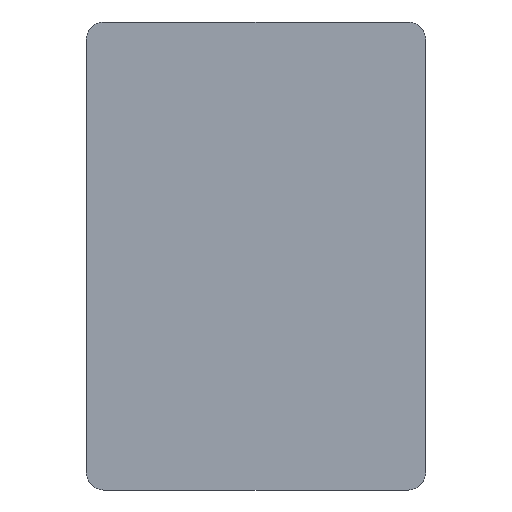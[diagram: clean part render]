
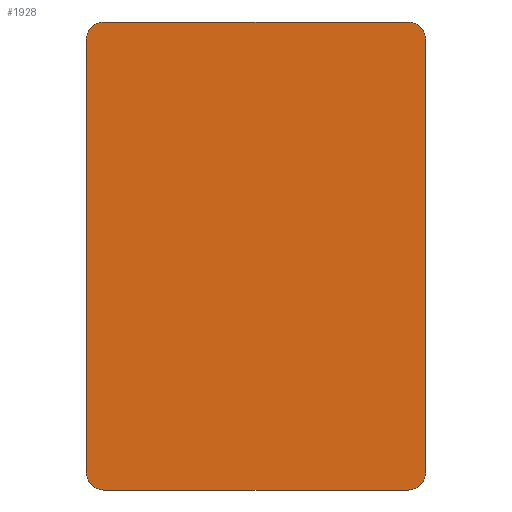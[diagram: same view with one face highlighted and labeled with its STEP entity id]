
A CAD part, front view. The second image highlights one B-rep face of the part: STEP entity #1928.
In plain terms, the highlighted planar face has unit normal (0, -1, 0).
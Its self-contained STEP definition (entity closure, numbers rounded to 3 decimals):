
#1=DIRECTION('',(1.,0.,0.));
#2=VECTOR('',#1,14.2);
#3=CARTESIAN_POINT('',(-7.1,0.,10.9));
#4=LINE('',#3,#2);
#5=DIRECTION('',(0.,0.,-1.));
#6=VECTOR('',#5,20.2);
#7=CARTESIAN_POINT('',(7.9,0.,10.1));
#8=LINE('',#7,#6);
#9=DIRECTION('',(-1.,0.,0.));
#10=VECTOR('',#9,14.2);
#11=CARTESIAN_POINT('',(7.1,0.,-10.9));
#12=LINE('',#11,#10);
#13=DIRECTION('',(0.,0.,1.));
#14=VECTOR('',#13,20.2);
#15=CARTESIAN_POINT('',(-7.9,0.,-10.1));
#16=LINE('',#15,#14);
#30=CARTESIAN_POINT('',(-7.1,0.,10.1));
#31=DIRECTION('',(0.,-1.,0.));
#32=DIRECTION('',(0.,0.,1.));
#33=AXIS2_PLACEMENT_3D('',#30,#31,#32);
#1712=CARTESIAN_POINT('',(7.1,0.,-10.1));
#1713=DIRECTION('',(0.,-1.,0.));
#1714=DIRECTION('',(0.,0.,-1.));
#1715=AXIS2_PLACEMENT_3D('',#1712,#1713,#1714);
#1721=CARTESIAN_POINT('',(-7.1,0.,-10.1));
#1722=DIRECTION('',(0.,-1.,0.));
#1723=DIRECTION('',(-1.,0.,0.));
#1724=AXIS2_PLACEMENT_3D('',#1721,#1722,#1723);
#1739=CARTESIAN_POINT('',(7.1,0.,10.1));
#1740=DIRECTION('',(0.,-1.,0.));
#1741=DIRECTION('',(1.,0.,0.));
#1742=AXIS2_PLACEMENT_3D('',#1739,#1740,#1741);
#1758=CARTESIAN_POINT('',(-7.9,0.,10.1));
#1760=VERTEX_POINT('',#1758);
#1763=CARTESIAN_POINT('',(-7.1,0.,10.9));
#1764=VERTEX_POINT('',#1763);
#1769=CARTESIAN_POINT('',(7.9,0.,10.1));
#1771=VERTEX_POINT('',#1769);
#1773=CARTESIAN_POINT('',(7.1,0.,10.9));
#1774=VERTEX_POINT('',#1773);
#1777=CARTESIAN_POINT('',(-7.9,0.,-10.1));
#1778=VERTEX_POINT('',#1777);
#1779=CARTESIAN_POINT('',(7.9,0.,-10.1));
#1780=VERTEX_POINT('',#1779);
#1785=CARTESIAN_POINT('',(7.1,0.,-10.9));
#1786=VERTEX_POINT('',#1785);
#1793=CARTESIAN_POINT('',(-7.1,0.,-10.9));
#1794=VERTEX_POINT('',#1793);
#1905=CARTESIAN_POINT('',(0.,0.,0.));
#1906=DIRECTION('',(0.,1.,0.));
#1907=DIRECTION('',(1.,0.,0.));
#1908=AXIS2_PLACEMENT_3D('',#1905,#1906,#1907);
#1909=PLANE('',#1908);
#1911=ORIENTED_EDGE('',*,*,#1910,.F.);
#1913=ORIENTED_EDGE('',*,*,#1912,.T.);
#1915=ORIENTED_EDGE('',*,*,#1914,.F.);
#1917=ORIENTED_EDGE('',*,*,#1916,.T.);
#1919=ORIENTED_EDGE('',*,*,#1918,.F.);
#1921=ORIENTED_EDGE('',*,*,#1920,.T.);
#1923=ORIENTED_EDGE('',*,*,#1922,.F.);
#1925=ORIENTED_EDGE('',*,*,#1924,.T.);
#1926=EDGE_LOOP('',(#1911,#1913,#1915,#1917,#1919,#1921,#1923,#1925));
#1927=FACE_OUTER_BOUND('',#1926,.F.);
#1928=ADVANCED_FACE('',(#1927),#1909,.F.);
#34=CIRCLE('',#33,0.8);
#1716=CIRCLE('',#1715,0.8);
#1725=CIRCLE('',#1724,0.8);
#1743=CIRCLE('',#1742,0.8);
#1910=EDGE_CURVE('',#1764,#1760,#34,.T.);
#1912=EDGE_CURVE('',#1764,#1774,#4,.T.);
#1914=EDGE_CURVE('',#1771,#1774,#1743,.T.);
#1916=EDGE_CURVE('',#1771,#1780,#8,.T.);
#1918=EDGE_CURVE('',#1786,#1780,#1716,.T.);
#1920=EDGE_CURVE('',#1786,#1794,#12,.T.);
#1922=EDGE_CURVE('',#1778,#1794,#1725,.T.);
#1924=EDGE_CURVE('',#1778,#1760,#16,.T.);
